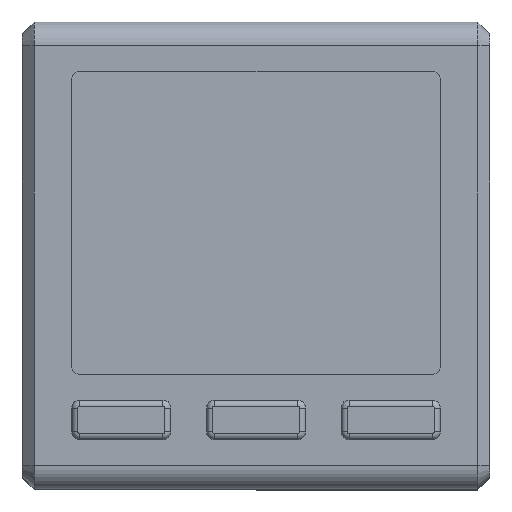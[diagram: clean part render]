
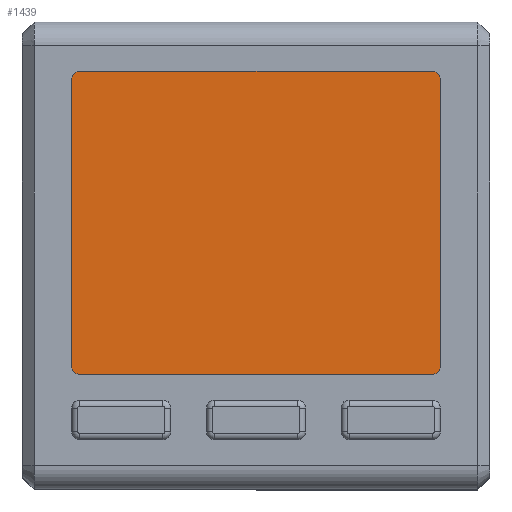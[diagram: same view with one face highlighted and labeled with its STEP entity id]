
A CAD part, top view. The second image highlights one B-rep face of the part: STEP entity #1439.
In plain terms, the highlighted planar face has unit normal (0, 0, 1).
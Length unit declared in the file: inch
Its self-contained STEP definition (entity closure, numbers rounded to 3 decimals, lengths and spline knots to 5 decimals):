
#414 = CARTESIAN_POINT ( 'NONE',  ( -0.445, 0.445, 0.001 ) ) ;
#589 = CARTESIAN_POINT ( 'NONE',  ( -0.465, 0.445, 0.001 ) ) ;
#614 = PLANE ( 'NONE',  #4520 ) ;
#802 = CIRCLE ( 'NONE', #5664, 0.02 ) ;
#1439 = ADVANCED_FACE ( 'NONE', ( #5140 ), #614, .T. ) ;
#1802 = ORIENTED_EDGE ( 'NONE', *, *, #4779, .T. ) ;
#1817 = CARTESIAN_POINT ( 'NONE',  ( 0.445, 0.445, 0.001 ) ) ;
#1842 = DIRECTION ( 'NONE',  ( 1., 0., 0. ) ) ;
#2312 = AXIS2_PLACEMENT_3D ( 'NONE', #11232, #2921, #12678 ) ;
#2921 = DIRECTION ( 'NONE',  ( 0., 0., 1. ) ) ;
#3222 = DIRECTION ( 'NONE',  ( -1., 0., 0. ) ) ;
#3868 = DIRECTION ( 'NONE',  ( 0., 0., 1. ) ) ;
#3984 = LINE ( 'NONE', #4818, #14682 ) ;
#4178 = VERTEX_POINT ( 'NONE', #589 ) ;
#4520 = AXIS2_PLACEMENT_3D ( 'NONE', #17797, #16782, #15993 ) ;
#4779 = EDGE_CURVE ( 'NONE', #16988, #13287, #17347, .T. ) ;
#4814 = CARTESIAN_POINT ( 'NONE',  ( -0.445, 0.465, 0.001 ) ) ;
#4818 = CARTESIAN_POINT ( 'NONE',  ( -0.465, 0.445, 0.001 ) ) ;
#4906 = AXIS2_PLACEMENT_3D ( 'NONE', #12220, #3868, #13623 ) ;
#5140 = FACE_OUTER_BOUND ( 'NONE', #11237, .T. ) ;
#5245 = ORIENTED_EDGE ( 'NONE', *, *, #17807, .T. ) ;
#5318 = CARTESIAN_POINT ( 'NONE',  ( -0.445, 0.465, 0.001 ) ) ;
#5418 = VERTEX_POINT ( 'NONE', #12668 ) ;
#5664 = AXIS2_PLACEMENT_3D ( 'NONE', #1817, #11546, #3222 ) ;
#5824 = EDGE_CURVE ( 'NONE', #5418, #11362, #12474, .T. ) ;
#7312 = CARTESIAN_POINT ( 'NONE',  ( 0.465, 0.445, 0.001 ) ) ;
#7417 = ORIENTED_EDGE ( 'NONE', *, *, #5824, .T. ) ;
#7602 = CARTESIAN_POINT ( 'NONE',  ( 0.445, -0.3, 0.001 ) ) ;
#8407 = ORIENTED_EDGE ( 'NONE', *, *, #13457, .T. ) ;
#8621 = CIRCLE ( 'NONE', #4906, 0.02 ) ;
#8737 = ORIENTED_EDGE ( 'NONE', *, *, #13507, .T. ) ;
#9134 = CARTESIAN_POINT ( 'NONE',  ( 0.445, 0.465, 0.001 ) ) ;
#9463 = CARTESIAN_POINT ( 'NONE',  ( 0.465, 0.445, 0.001 ) ) ;
#9709 = ORIENTED_EDGE ( 'NONE', *, *, #12023, .T. ) ;
#9820 = VECTOR ( 'NONE', #16697, 39.37008 ) ;
#10142 = DIRECTION ( 'NONE',  ( 0., 0., 1. ) ) ;
#10573 = LINE ( 'NONE', #5318, #14331 ) ;
#10769 = DIRECTION ( 'NONE',  ( -1., 0., 0. ) ) ;
#10808 = CARTESIAN_POINT ( 'NONE',  ( -0.445, -0.3, 0.001 ) ) ;
#11232 = CARTESIAN_POINT ( 'NONE',  ( -0.445, -0.28, 0.001 ) ) ;
#11237 = EDGE_LOOP ( 'NONE', ( #5245, #9709, #18019, #1802, #8407, #7417, #17309, #8737 ) ) ;
#11362 = VERTEX_POINT ( 'NONE', #7312 ) ;
#11368 = VERTEX_POINT ( 'NONE', #15713 ) ;
#11546 = DIRECTION ( 'NONE',  ( 0., 0., 1. ) ) ;
#12023 = EDGE_CURVE ( 'NONE', #4178, #11368, #3984, .T. ) ;
#12220 = CARTESIAN_POINT ( 'NONE',  ( 0.445, -0.28, 0.001 ) ) ;
#12396 = EDGE_CURVE ( 'NONE', #11368, #16988, #15538, .T. ) ;
#12474 = LINE ( 'NONE', #9463, #16227 ) ;
#12668 = CARTESIAN_POINT ( 'NONE',  ( 0.465, -0.28, 0.001 ) ) ;
#12678 = DIRECTION ( 'NONE',  ( 1., 0., 0. ) ) ;
#13287 = VERTEX_POINT ( 'NONE', #7602 ) ;
#13457 = EDGE_CURVE ( 'NONE', #13287, #5418, #8621, .T. ) ;
#13507 = EDGE_CURVE ( 'NONE', #17969, #14452, #10573, .T. ) ;
#13623 = DIRECTION ( 'NONE',  ( 1., 0., 0. ) ) ;
#13774 = CIRCLE ( 'NONE', #14498, 0.02 ) ;
#14331 = VECTOR ( 'NONE', #10769, 39.37008 ) ;
#14452 = VERTEX_POINT ( 'NONE', #4814 ) ;
#14498 = AXIS2_PLACEMENT_3D ( 'NONE', #414, #10142, #1842 ) ;
#14682 = VECTOR ( 'NONE', #16020, 39.37008 ) ;
#15538 = CIRCLE ( 'NONE', #2312, 0.02 ) ;
#15713 = CARTESIAN_POINT ( 'NONE',  ( -0.465, -0.28, 0.001 ) ) ;
#15993 = DIRECTION ( 'NONE',  ( 1., 0., 0. ) ) ;
#16020 = DIRECTION ( 'NONE',  ( 0., -1., 0. ) ) ;
#16227 = VECTOR ( 'NONE', #17917, 39.37008 ) ;
#16428 = EDGE_CURVE ( 'NONE', #11362, #17969, #802, .T. ) ;
#16697 = DIRECTION ( 'NONE',  ( 1., 0., 0. ) ) ;
#16753 = CARTESIAN_POINT ( 'NONE',  ( -0.445, -0.3, 0.001 ) ) ;
#16782 = DIRECTION ( 'NONE',  ( 0., 0., 1. ) ) ;
#16988 = VERTEX_POINT ( 'NONE', #10808 ) ;
#17309 = ORIENTED_EDGE ( 'NONE', *, *, #16428, .T. ) ;
#17347 = LINE ( 'NONE', #16753, #9820 ) ;
#17797 = CARTESIAN_POINT ( 'NONE',  ( -0.445, 0.445, 0.001 ) ) ;
#17807 = EDGE_CURVE ( 'NONE', #14452, #4178, #13774, .T. ) ;
#17917 = DIRECTION ( 'NONE',  ( 0., 1., 0. ) ) ;
#17969 = VERTEX_POINT ( 'NONE', #9134 ) ;
#18019 = ORIENTED_EDGE ( 'NONE', *, *, #12396, .T. ) ;
